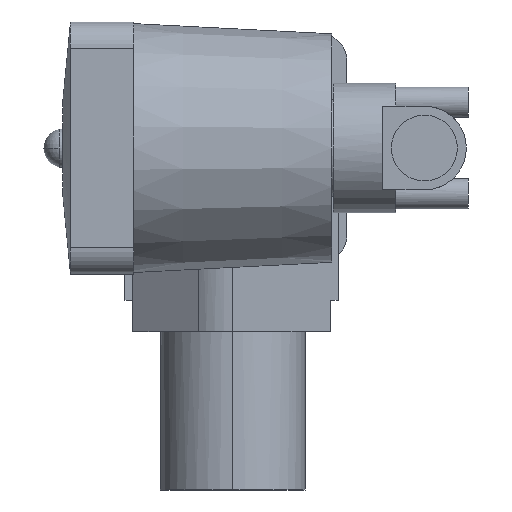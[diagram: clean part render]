
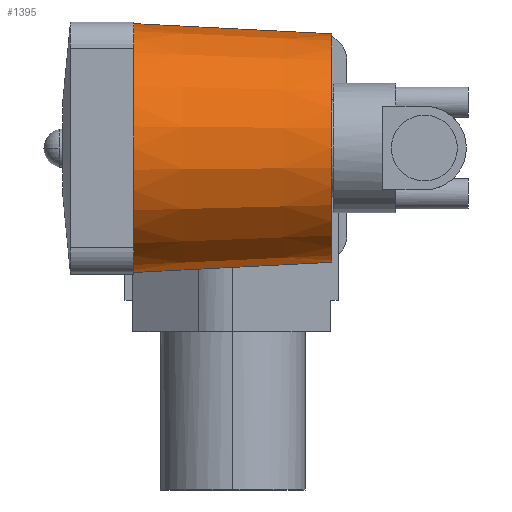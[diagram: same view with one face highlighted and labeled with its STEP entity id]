
A CAD part, left-side view. The second image highlights one B-rep face of the part: STEP entity #1395.
In plain terms, the highlighted conical face has half-angle 2.943 degrees and reference radius 30 mm.
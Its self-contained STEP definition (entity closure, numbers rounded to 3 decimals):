
#8 = CARTESIAN_POINT ( 'NONE',  ( 0., 59.5, 0. ) ) ;
#65 = ORIENTED_EDGE ( 'NONE', *, *, #3927, .F. ) ;
#191 = LINE ( 'NONE', #210, #1338 ) ;
#210 = CARTESIAN_POINT ( 'NONE',  ( 0., 7.5, 30. ) ) ;
#491 = CARTESIAN_POINT ( 'NONE',  ( 0., 7.5, 30. ) ) ;
#660 = LINE ( 'NONE', #1620, #3175 ) ;
#757 = CARTESIAN_POINT ( 'NONE',  ( 0., 7.5, 0. ) ) ;
#887 = ORIENTED_EDGE ( 'NONE', *, *, #1997, .F. ) ;
#894 = CONICAL_SURFACE ( 'NONE', #1297, 30., 0.051 ) ;
#962 = EDGE_CURVE ( 'NONE', #2785, #2773, #660, .T. ) ;
#974 = DIRECTION ( 'NONE',  ( 0., 0.999, -0.051 ) ) ;
#1297 = AXIS2_PLACEMENT_3D ( 'NONE', #3865, #1857, #1584 ) ;
#1338 = VECTOR ( 'NONE', #3102, 1000. ) ;
#1395 = ADVANCED_FACE ( 'NONE', ( #2472 ), #894, .T. ) ;
#1432 = CARTESIAN_POINT ( 'NONE',  ( 0., 7.5, -30. ) ) ;
#1482 = AXIS2_PLACEMENT_3D ( 'NONE', #757, #2024, #3862 ) ;
#1568 = EDGE_CURVE ( 'NONE', #2825, #3370, #191, .T. ) ;
#1584 = DIRECTION ( 'NONE',  ( 0., 0., 1. ) ) ;
#1620 = CARTESIAN_POINT ( 'NONE',  ( 0., 7.5, -30. ) ) ;
#1857 = DIRECTION ( 'NONE',  ( 0., 1., 0. ) ) ;
#1995 = CARTESIAN_POINT ( 'NONE',  ( 0., 59.5, 32.673 ) ) ;
#1997 = EDGE_CURVE ( 'NONE', #2773, #3370, #3869, .T. ) ;
#2024 = DIRECTION ( 'NONE',  ( 0., -1., 0. ) ) ;
#2232 = DIRECTION ( 'NONE',  ( 0., 0., -1. ) ) ;
#2472 = FACE_OUTER_BOUND ( 'NONE', #2578, .T. ) ;
#2578 = EDGE_LOOP ( 'NONE', ( #3092, #65, #3662, #887 ) ) ;
#2773 = VERTEX_POINT ( 'NONE', #2999 ) ;
#2785 = VERTEX_POINT ( 'NONE', #1432 ) ;
#2825 = VERTEX_POINT ( 'NONE', #491 ) ;
#2999 = CARTESIAN_POINT ( 'NONE',  ( 0., 59.5, -32.673 ) ) ;
#3092 = ORIENTED_EDGE ( 'NONE', *, *, #962, .F. ) ;
#3102 = DIRECTION ( 'NONE',  ( 0., 0.999, 0.051 ) ) ;
#3175 = VECTOR ( 'NONE', #974, 1000. ) ;
#3252 = CIRCLE ( 'NONE', #1482, 30. ) ;
#3370 = VERTEX_POINT ( 'NONE', #1995 ) ;
#3662 = ORIENTED_EDGE ( 'NONE', *, *, #1568, .T. ) ;
#3862 = DIRECTION ( 'NONE',  ( 0., 0., -1. ) ) ;
#3865 = CARTESIAN_POINT ( 'NONE',  ( 0., 7.5, 0. ) ) ;
#3869 = CIRCLE ( 'NONE', #4002, 32.673 ) ;
#3927 = EDGE_CURVE ( 'NONE', #2825, #2785, #3252, .T. ) ;
#4002 = AXIS2_PLACEMENT_3D ( 'NONE', #8, #4094, #2232 ) ;
#4094 = DIRECTION ( 'NONE',  ( 0., 1., 0. ) ) ;
